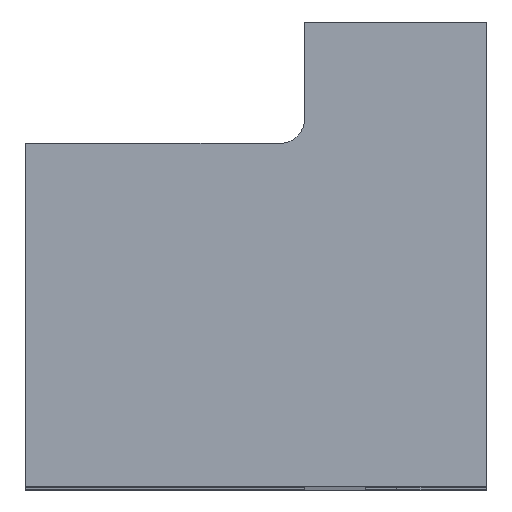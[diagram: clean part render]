
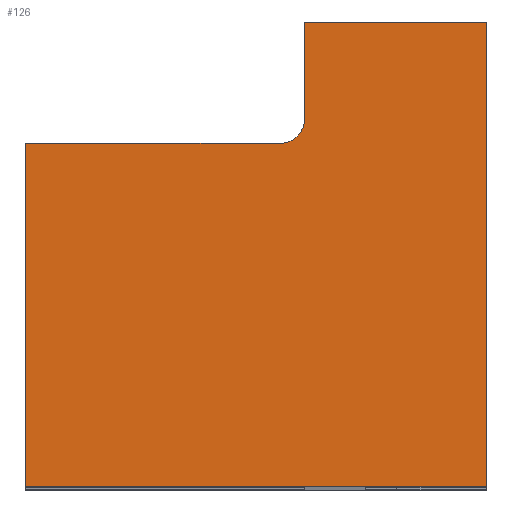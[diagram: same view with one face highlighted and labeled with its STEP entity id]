
A CAD part, top view. The second image highlights one B-rep face of the part: STEP entity #126.
In plain terms, the highlighted planar face has unit normal (0, 0, 1).
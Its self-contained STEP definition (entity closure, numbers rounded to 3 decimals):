
#3 = LINE ( 'NONE', #567, #825 ) ;
#23 = EDGE_CURVE ( 'NONE', #852, #492, #371, .T. ) ;
#37 = CIRCLE ( 'NONE', #304, 1. ) ;
#54 = LINE ( 'NONE', #577, #597 ) ;
#56 = FACE_OUTER_BOUND ( 'NONE', #84, .T. ) ;
#64 = VECTOR ( 'NONE', #265, 1000. ) ;
#73 = PLANE ( 'NONE',  #971 ) ;
#84 = EDGE_LOOP ( 'NONE', ( #184, #839, #423, #472, #516, #910, #142 ) ) ;
#126 = ADVANCED_FACE ( 'NONE', ( #56 ), #73, .F. ) ;
#142 = ORIENTED_EDGE ( 'NONE', *, *, #23, .T. ) ;
#170 = DIRECTION ( 'NONE',  ( 0., -1., 0. ) ) ;
#184 = ORIENTED_EDGE ( 'NONE', *, *, #230, .T. ) ;
#209 = EDGE_CURVE ( 'NONE', #506, #852, #37, .T. ) ;
#212 = VECTOR ( 'NONE', #170, 1000. ) ;
#230 = EDGE_CURVE ( 'NONE', #492, #955, #707, .T. ) ;
#237 = EDGE_CURVE ( 'NONE', #765, #955, #881, .T. ) ;
#265 = DIRECTION ( 'NONE',  ( -1., 0., 0. ) ) ;
#288 = CARTESIAN_POINT ( 'NONE',  ( 19., 0., 0. ) ) ;
#304 = AXIS2_PLACEMENT_3D ( 'NONE', #382, #467, #618 ) ;
#333 = DIRECTION ( 'NONE',  ( 0., -1., 0. ) ) ;
#371 = LINE ( 'NONE', #404, #751 ) ;
#382 = CARTESIAN_POINT ( 'NONE',  ( 10.5, 15.15, 0. ) ) ;
#404 = CARTESIAN_POINT ( 'NONE',  ( 19., 14.15, 0. ) ) ;
#407 = LINE ( 'NONE', #689, #212 ) ;
#423 = ORIENTED_EDGE ( 'NONE', *, *, #963, .F. ) ;
#450 = CARTESIAN_POINT ( 'NONE',  ( 0., 14.15, 0. ) ) ;
#467 = DIRECTION ( 'NONE',  ( 0., 0., -1. ) ) ;
#472 = ORIENTED_EDGE ( 'NONE', *, *, #943, .F. ) ;
#492 = VERTEX_POINT ( 'NONE', #450 ) ;
#506 = VERTEX_POINT ( 'NONE', #622 ) ;
#516 = ORIENTED_EDGE ( 'NONE', *, *, #947, .T. ) ;
#519 = CARTESIAN_POINT ( 'NONE',  ( 19., 0., 0. ) ) ;
#546 = CARTESIAN_POINT ( 'NONE',  ( 10.5, 14.15, 0. ) ) ;
#551 = DIRECTION ( 'NONE',  ( 1., 0., 0. ) ) ;
#567 = CARTESIAN_POINT ( 'NONE',  ( 11.5, 19.15, 0. ) ) ;
#577 = CARTESIAN_POINT ( 'NONE',  ( 11.5, 19.15, 0. ) ) ;
#597 = VECTOR ( 'NONE', #979, 1000. ) ;
#602 = VERTEX_POINT ( 'NONE', #733 ) ;
#618 = DIRECTION ( 'NONE',  ( -1., 0., 0. ) ) ;
#622 = CARTESIAN_POINT ( 'NONE',  ( 11.5, 15.15, 0. ) ) ;
#627 = CARTESIAN_POINT ( 'NONE',  ( 0., 0., 0. ) ) ;
#679 = VECTOR ( 'NONE', #333, 1000. ) ;
#689 = CARTESIAN_POINT ( 'NONE',  ( 19., 0., 0. ) ) ;
#691 = DIRECTION ( 'NONE',  ( -1., 0., 0. ) ) ;
#707 = LINE ( 'NONE', #889, #679 ) ;
#733 = CARTESIAN_POINT ( 'NONE',  ( 19., 19.15, 0. ) ) ;
#751 = VECTOR ( 'NONE', #824, 1000. ) ;
#765 = VERTEX_POINT ( 'NONE', #841 ) ;
#824 = DIRECTION ( 'NONE',  ( -1., 0., 0. ) ) ;
#825 = VECTOR ( 'NONE', #551, 1000. ) ;
#839 = ORIENTED_EDGE ( 'NONE', *, *, #237, .F. ) ;
#841 = CARTESIAN_POINT ( 'NONE',  ( 19., 0., 0. ) ) ;
#852 = VERTEX_POINT ( 'NONE', #546 ) ;
#853 = VERTEX_POINT ( 'NONE', #997 ) ;
#876 = DIRECTION ( 'NONE',  ( 0., 0., -1. ) ) ;
#881 = LINE ( 'NONE', #519, #64 ) ;
#889 = CARTESIAN_POINT ( 'NONE',  ( 0., 0., 0. ) ) ;
#910 = ORIENTED_EDGE ( 'NONE', *, *, #209, .T. ) ;
#943 = EDGE_CURVE ( 'NONE', #853, #602, #3, .T. ) ;
#947 = EDGE_CURVE ( 'NONE', #853, #506, #54, .T. ) ;
#955 = VERTEX_POINT ( 'NONE', #627 ) ;
#963 = EDGE_CURVE ( 'NONE', #602, #765, #407, .T. ) ;
#971 = AXIS2_PLACEMENT_3D ( 'NONE', #288, #876, #691 ) ;
#979 = DIRECTION ( 'NONE',  ( 0., -1., 0. ) ) ;
#997 = CARTESIAN_POINT ( 'NONE',  ( 11.5, 19.15, 0. ) ) ;
